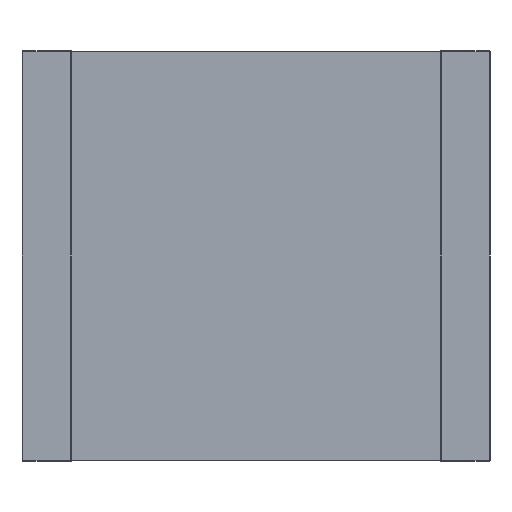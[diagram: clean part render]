
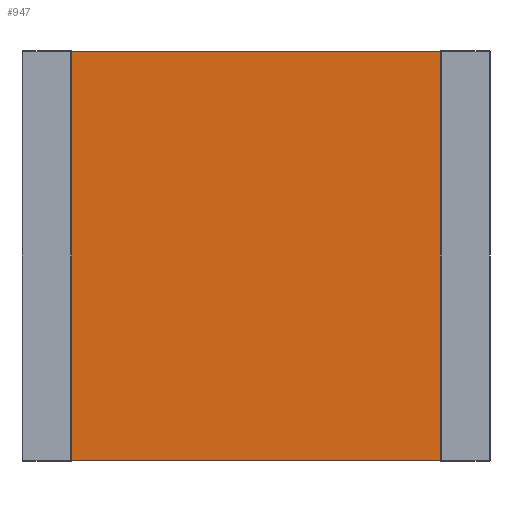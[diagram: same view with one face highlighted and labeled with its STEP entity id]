
A CAD part, front view. The second image highlights one B-rep face of the part: STEP entity #947.
In plain terms, the highlighted planar face has unit normal (0, -1, 0).
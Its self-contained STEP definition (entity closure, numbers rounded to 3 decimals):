
#26 = VECTOR ( 'NONE', #1361, 1000. ) ;
#45 = CARTESIAN_POINT ( 'NONE',  ( -0.6, 0.01, 4.99 ) ) ;
#46 = EDGE_CURVE ( 'NONE', #1766, #196, #758, .T. ) ;
#79 = LINE ( 'NONE', #1699, #26 ) ;
#165 = EDGE_LOOP ( 'NONE', ( #826, #580, #1903, #1150 ) ) ;
#196 = VERTEX_POINT ( 'NONE', #931 ) ;
#287 = VECTOR ( 'NONE', #1670, 1000. ) ;
#397 = LINE ( 'NONE', #573, #800 ) ;
#423 = CARTESIAN_POINT ( 'NONE',  ( -5.1, 0.01, 0.01 ) ) ;
#573 = CARTESIAN_POINT ( 'NONE',  ( -5.1, 0.01, 0.01 ) ) ;
#580 = ORIENTED_EDGE ( 'NONE', *, *, #1970, .T. ) ;
#714 = DIRECTION ( 'NONE',  ( -1., 0., 0. ) ) ;
#723 = VERTEX_POINT ( 'NONE', #1037 ) ;
#758 = LINE ( 'NONE', #1559, #1523 ) ;
#800 = VECTOR ( 'NONE', #1660, 1000. ) ;
#826 = ORIENTED_EDGE ( 'NONE', *, *, #46, .F. ) ;
#899 = FACE_OUTER_BOUND ( 'NONE', #165, .T. ) ;
#931 = CARTESIAN_POINT ( 'NONE',  ( -0.6, 0.01, 0.01 ) ) ;
#947 = ADVANCED_FACE ( 'NONE', ( #899 ), #1333, .F. ) ;
#1037 = CARTESIAN_POINT ( 'NONE',  ( -5.1, 0.01, 4.99 ) ) ;
#1150 = ORIENTED_EDGE ( 'NONE', *, *, #1751, .T. ) ;
#1333 = PLANE ( 'NONE',  #1717 ) ;
#1361 = DIRECTION ( 'NONE',  ( -1., 0., 0. ) ) ;
#1488 = CARTESIAN_POINT ( 'NONE',  ( -5.1, 0.01, 5. ) ) ;
#1508 = CARTESIAN_POINT ( 'NONE',  ( -5.1, 0.01, 5. ) ) ;
#1523 = VECTOR ( 'NONE', #1873, 1000. ) ;
#1538 = LINE ( 'NONE', #1508, #287 ) ;
#1559 = CARTESIAN_POINT ( 'NONE',  ( -0.6, 0.01, 5. ) ) ;
#1642 = DIRECTION ( 'NONE',  ( 0., 1., 0. ) ) ;
#1660 = DIRECTION ( 'NONE',  ( 1., 0., 0. ) ) ;
#1670 = DIRECTION ( 'NONE',  ( 0., 0., -1. ) ) ;
#1699 = CARTESIAN_POINT ( 'NONE',  ( -5.1, 0.01, 4.99 ) ) ;
#1717 = AXIS2_PLACEMENT_3D ( 'NONE', #1488, #1642, #714 ) ;
#1751 = EDGE_CURVE ( 'NONE', #1863, #196, #397, .T. ) ;
#1766 = VERTEX_POINT ( 'NONE', #45 ) ;
#1859 = EDGE_CURVE ( 'NONE', #723, #1863, #1538, .T. ) ;
#1863 = VERTEX_POINT ( 'NONE', #423 ) ;
#1873 = DIRECTION ( 'NONE',  ( 0., 0., -1. ) ) ;
#1903 = ORIENTED_EDGE ( 'NONE', *, *, #1859, .T. ) ;
#1970 = EDGE_CURVE ( 'NONE', #1766, #723, #79, .T. ) ;
